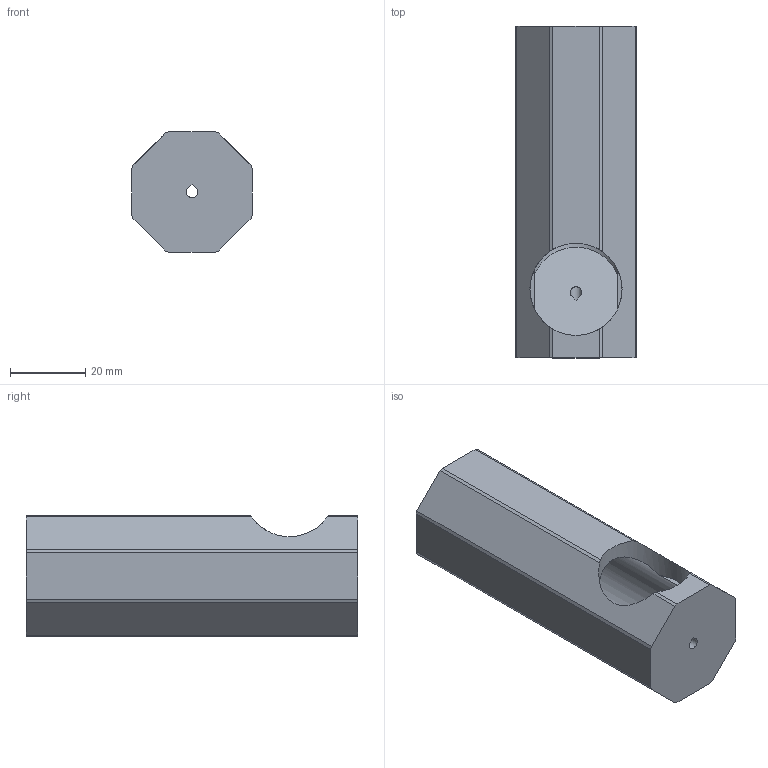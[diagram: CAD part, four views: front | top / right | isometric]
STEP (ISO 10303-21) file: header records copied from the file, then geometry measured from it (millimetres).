
FILE_DESCRIPTION(/* description */ (''),/* implementation_level */ '2;1');
FILE_NAME(/* name */ 'chesh_24.5_corps_1piece.step',/* time_stamp */ '2026-02-19T10:05:54+01:00',/* author */ (''),/* organization */ (''),/* preprocessor_version */ 'ST-DEVELOPER v20.1',/* originating_system */ 'Autodesk Translation Framework v14.24.0.0',/* authorisation */ '');
FILE_SCHEMA (('AUTOMOTIVE_DESIGN { 1 0 10303 214 3 1 1 }'));
Length unit declared in the file: millimetre
Products named in the file (1): chesh_24.5_corps_1piece
Bounding box: 32.02 x 88 x 32.02 mm (x, y, z)
Volume: 39882.4 mm3; surface area: 16746.9 mm2
Topology: 1 solids, 1 shells, 65 faces, 189 edges, 126 vertices
Faces by surface type: cylinder 34, plane 27, bspline 4
Full cylindrical faces by diameter (mm): 24.035 x15, 24.432 x1, 25.157 x14
Entity records: 7230 total; most frequent: CARTESIAN_POINT 5611, ORIENTED_EDGE 378, DIRECTION 257, EDGE_CURVE 189, VERTEX_POINT 126, LINE 93, VECTOR 93, AXIS2_PLACEMENT_3D 82
